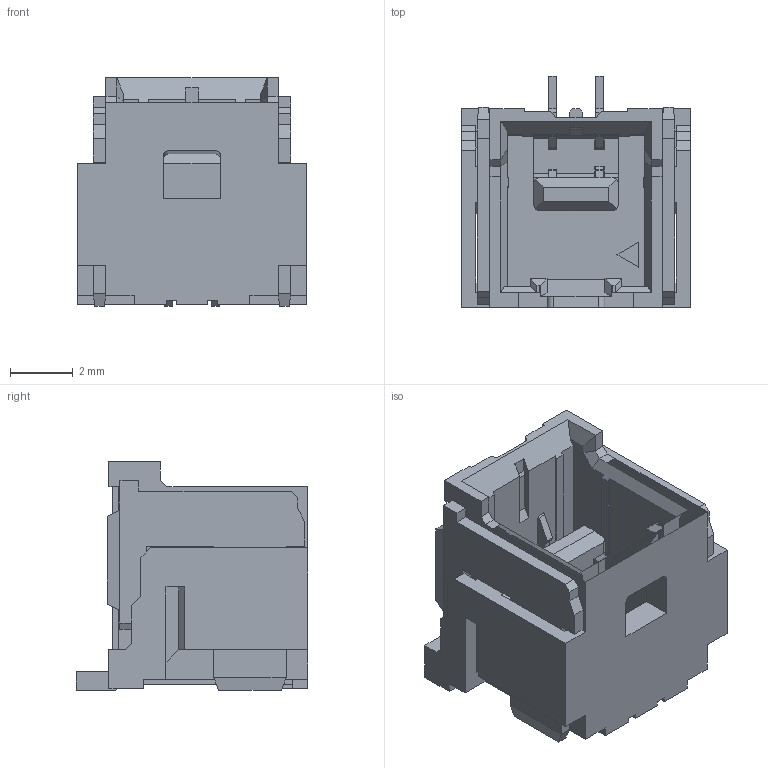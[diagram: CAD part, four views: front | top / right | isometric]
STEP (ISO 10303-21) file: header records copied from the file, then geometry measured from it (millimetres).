
FILE_DESCRIPTION(('FreeCAD Model'),'2;1');
FILE_NAME('Molex-502584-0260.step', '2018-07-12T15:07:37',('kicad StepUp'),('ksu MCAD'), 'Open CASCADE STEP processor 6.8','FreeCAD','Unknown');
FILE_SCHEMA(('AUTOMOTIVE_DESIGN_CC2 { 1 2 10303 214 -1 1 5 4 }'));
Length unit declared in the file: millimetre
Products named in the file (1): Molex-502584-0260
Bounding box: 7.3 x 7.4 x 7.3 mm (x, y, z)
Surface area: 491.3 mm2 (no closed solid volume)
Topology: 0 solids, 348 shells, 348 faces, 2046 edges, 2046 vertices
Faces by surface type: plane 328, cylinder 20
Entity records: 22434 total; most frequent: CARTESIAN_POINT 4553, DIRECTION 2784, ORIENTED_EDGE 2046, EDGE_CURVE 2046, VERTEX_POINT 2046, LINE 1958, VECTOR 1958, AXIS2_PLACEMENT_3D 413
